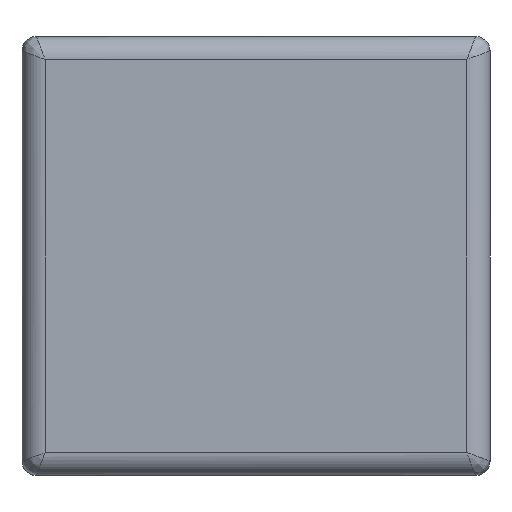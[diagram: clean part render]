
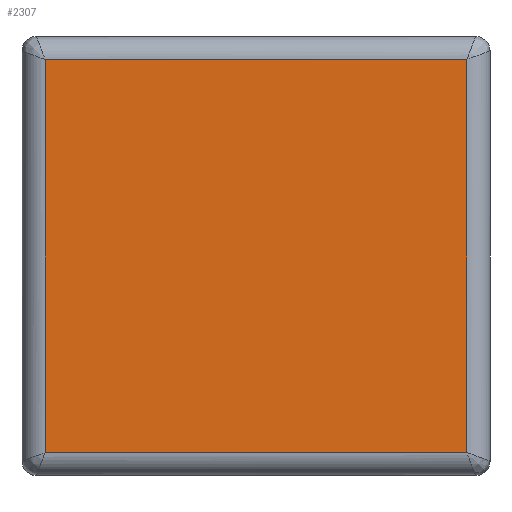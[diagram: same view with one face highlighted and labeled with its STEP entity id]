
A CAD part, left-side view. The second image highlights one B-rep face of the part: STEP entity #2307.
In plain terms, the highlighted planar face has unit normal (-1, 0, 0).
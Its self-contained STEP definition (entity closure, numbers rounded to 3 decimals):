
#4 = EDGE_CURVE ( 'NONE', #2244, #1648, #675, .T. ) ;
#10 = CARTESIAN_POINT ( 'NONE',  ( -1.6, 0.73, 1.52 ) ) ;
#118 = VECTOR ( 'NONE', #2360, 1000. ) ;
#221 = VERTEX_POINT ( 'NONE', #974 ) ;
#346 = FACE_OUTER_BOUND ( 'NONE', #512, .T. ) ;
#389 = CARTESIAN_POINT ( 'NONE',  ( -1.6, -0.81, 1.52 ) ) ;
#458 = LINE ( 'NONE', #10, #2286 ) ;
#459 = ORIENTED_EDGE ( 'NONE', *, *, #898, .T. ) ;
#512 = EDGE_LOOP ( 'NONE', ( #459, #554, #1072, #2514 ) ) ;
#554 = ORIENTED_EDGE ( 'NONE', *, *, #2315, .T. ) ;
#663 = CARTESIAN_POINT ( 'NONE',  ( -1.6, -0.81, 1.44 ) ) ;
#675 = LINE ( 'NONE', #663, #118 ) ;
#885 = VECTOR ( 'NONE', #1254, 1000. ) ;
#898 = EDGE_CURVE ( 'NONE', #1648, #221, #458, .T. ) ;
#911 = EDGE_CURVE ( 'NONE', #1484, #2244, #2723, .T. ) ;
#914 = AXIS2_PLACEMENT_3D ( 'NONE', #389, #1413, #1700 ) ;
#952 = PLANE ( 'NONE',  #914 ) ;
#974 = CARTESIAN_POINT ( 'NONE',  ( -1.6, 0.73, 0.08 ) ) ;
#1072 = ORIENTED_EDGE ( 'NONE', *, *, #911, .T. ) ;
#1148 = CARTESIAN_POINT ( 'NONE',  ( -1.6, -0.73, 0.08 ) ) ;
#1220 = DIRECTION ( 'NONE',  ( 0., -1., 0. ) ) ;
#1254 = DIRECTION ( 'NONE',  ( 0., 0., 1. ) ) ;
#1289 = DIRECTION ( 'NONE',  ( 0., 0., -1. ) ) ;
#1383 = VECTOR ( 'NONE', #1220, 1000. ) ;
#1413 = DIRECTION ( 'NONE',  ( 1., 0., 0. ) ) ;
#1484 = VERTEX_POINT ( 'NONE', #1148 ) ;
#1605 = CARTESIAN_POINT ( 'NONE',  ( -1.6, 0.73, 1.44 ) ) ;
#1648 = VERTEX_POINT ( 'NONE', #1605 ) ;
#1700 = DIRECTION ( 'NONE',  ( 0., 0., -1. ) ) ;
#1881 = CARTESIAN_POINT ( 'NONE',  ( -1.6, 0., 0.08 ) ) ;
#1960 = CARTESIAN_POINT ( 'NONE',  ( -1.6, -0.73, 1.44 ) ) ;
#2244 = VERTEX_POINT ( 'NONE', #1960 ) ;
#2286 = VECTOR ( 'NONE', #1289, 1000. ) ;
#2307 = ADVANCED_FACE ( 'NONE', ( #346 ), #952, .F. ) ;
#2315 = EDGE_CURVE ( 'NONE', #221, #1484, #2521, .T. ) ;
#2360 = DIRECTION ( 'NONE',  ( 0., 1., 0. ) ) ;
#2514 = ORIENTED_EDGE ( 'NONE', *, *, #4, .T. ) ;
#2521 = LINE ( 'NONE', #1881, #1383 ) ;
#2529 = CARTESIAN_POINT ( 'NONE',  ( -1.6, -0.73, 1.52 ) ) ;
#2723 = LINE ( 'NONE', #2529, #885 ) ;
